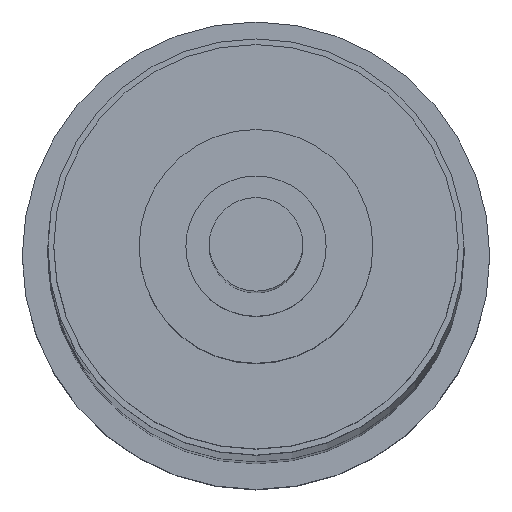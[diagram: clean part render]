
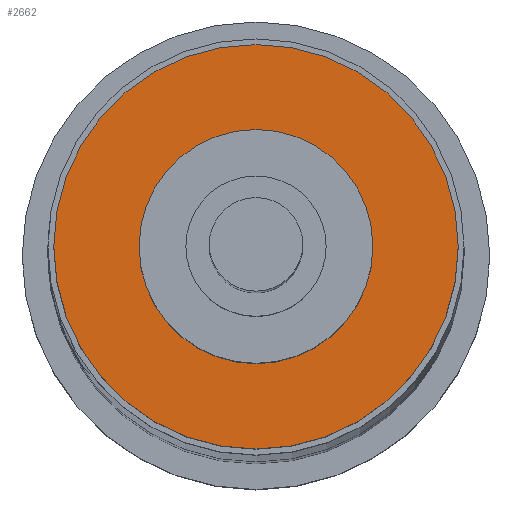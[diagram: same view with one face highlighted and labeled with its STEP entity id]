
A CAD part, top view. The second image highlights one B-rep face of the part: STEP entity #2662.
In plain terms, the highlighted planar face has unit normal (0, 0, 1).
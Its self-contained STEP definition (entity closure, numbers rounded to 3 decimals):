
#204 = CIRCLE ( 'NONE', #6290, 0.5 ) ;
#214 = CIRCLE ( 'NONE', #6293, 0.865 ) ;
#461 = CARTESIAN_POINT ( 'NONE',  ( -0.5, 0., 23. ) ) ;
#465 = CARTESIAN_POINT ( 'NONE',  ( 0.865, 0., 23. ) ) ;
#1324 = CARTESIAN_POINT ( 'NONE',  ( 0., 0.865, 23. ) ) ;
#1332 = PLANE ( 'NONE',  #6199 ) ;
#1334 = DIRECTION ( 'NONE',  ( 0., 0., -1. ) ) ;
#1335 = DIRECTION ( 'NONE',  ( -1., 0., 0. ) ) ;
#1359 = CARTESIAN_POINT ( 'NONE',  ( 0.5, 0., 23. ) ) ;
#1376 = CARTESIAN_POINT ( 'NONE',  ( -0.865, 0., 23. ) ) ;
#1455 = CARTESIAN_POINT ( 'NONE',  ( 0., 0., 23. ) ) ;
#1456 = DIRECTION ( 'NONE',  ( 0., 0., 1. ) ) ;
#1457 = DIRECTION ( 'NONE',  ( 1., 0., 0. ) ) ;
#1471 = CARTESIAN_POINT ( 'NONE',  ( 0., 0., 23. ) ) ;
#1472 = DIRECTION ( 'NONE',  ( 0., 0., 1. ) ) ;
#1473 = DIRECTION ( 'NONE',  ( 1., 0., 0. ) ) ;
#2662 = ADVANCED_FACE ( 'NONE', ( #7274, #7277 ), #1332, .F. ) ;
#3196 = CARTESIAN_POINT ( 'NONE',  ( 0., 0., 23. ) ) ;
#3197 = DIRECTION ( 'NONE',  ( 0., 0., 1. ) ) ;
#3198 = DIRECTION ( 'NONE',  ( 1., 0., 0. ) ) ;
#3199 = CARTESIAN_POINT ( 'NONE',  ( 0., 0., 23. ) ) ;
#3200 = DIRECTION ( 'NONE',  ( 0., 0., 1. ) ) ;
#3201 = DIRECTION ( 'NONE',  ( 1., 0., 0. ) ) ;
#4356 = EDGE_LOOP ( 'NONE', ( #5161, #5162 ) ) ;
#4362 = EDGE_LOOP ( 'NONE', ( #5159, #5160 ) ) ;
#5159 = ORIENTED_EDGE ( 'NONE', *, *, #7647, .F. ) ;
#5160 = ORIENTED_EDGE ( 'NONE', *, *, #7515, .F. ) ;
#5161 = ORIENTED_EDGE ( 'NONE', *, *, #7653, .T. ) ;
#5162 = ORIENTED_EDGE ( 'NONE', *, *, #7516, .T. ) ;
#5176 = VERTEX_POINT ( 'NONE', #1359 ) ;
#5197 = VERTEX_POINT ( 'NONE', #1376 ) ;
#5220 = VERTEX_POINT ( 'NONE', #461 ) ;
#5224 = VERTEX_POINT ( 'NONE', #465 ) ;
#6199 = AXIS2_PLACEMENT_3D ( 'NONE', #1324, #1334, #1335 ) ;
#6232 = AXIS2_PLACEMENT_3D ( 'NONE', #3196, #3197, #3198 ) ;
#6233 = AXIS2_PLACEMENT_3D ( 'NONE', #3199, #3200, #3201 ) ;
#6290 = AXIS2_PLACEMENT_3D ( 'NONE', #1455, #1456, #1457 ) ;
#6293 = AXIS2_PLACEMENT_3D ( 'NONE', #1471, #1472, #1473 ) ;
#7274 = FACE_BOUND ( 'NONE', #4362, .T. ) ;
#7277 = FACE_OUTER_BOUND ( 'NONE', #4356, .T. ) ;
#7425 = CIRCLE ( 'NONE', #6232, 0.5 ) ;
#7426 = CIRCLE ( 'NONE', #6233, 0.865 ) ;
#7515 = EDGE_CURVE ( 'NONE', #5220, #5176, #7425, .T. ) ;
#7516 = EDGE_CURVE ( 'NONE', #5197, #5224, #7426, .T. ) ;
#7647 = EDGE_CURVE ( 'NONE', #5176, #5220, #204, .T. ) ;
#7653 = EDGE_CURVE ( 'NONE', #5224, #5197, #214, .T. ) ;
